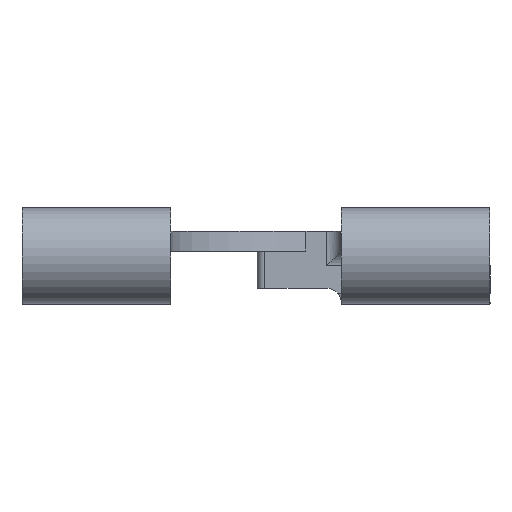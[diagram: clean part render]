
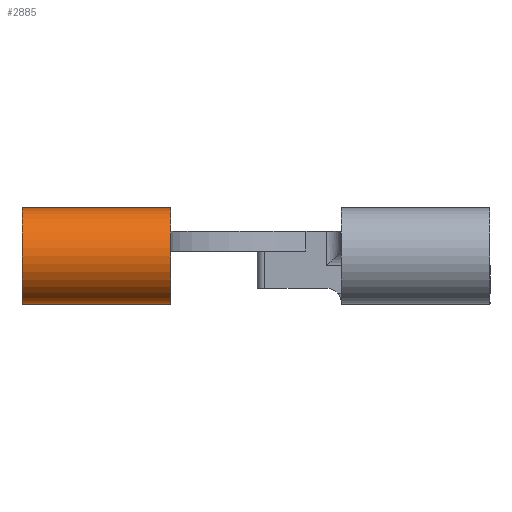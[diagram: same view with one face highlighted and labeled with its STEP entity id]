
A CAD part, left-side view. The second image highlights one B-rep face of the part: STEP entity #2885.
In plain terms, the highlighted cylindrical face has radius 9.7 mm (diameter 19.4 mm), a partial arc.
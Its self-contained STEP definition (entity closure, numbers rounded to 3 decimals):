
#343 = AXIS2_PLACEMENT_3D ( 'NONE', #3204, #3318, #3421 ) ;
#706 = CIRCLE ( 'NONE', #5593, 9.7 ) ;
#832 = VERTEX_POINT ( 'NONE', #5857 ) ;
#1253 = CARTESIAN_POINT ( 'NONE',  ( -134., 7.25, -0.997 ) ) ;
#1277 = EDGE_LOOP ( 'NONE', ( #1365, #5359, #4938, #6949 ) ) ;
#1335 = DIRECTION ( 'NONE',  ( 0., -1., 0. ) ) ;
#1365 = ORIENTED_EDGE ( 'NONE', *, *, #3581, .F. ) ;
#1722 = CARTESIAN_POINT ( 'NONE',  ( -134., 7.25, 8.703 ) ) ;
#1857 = VECTOR ( 'NONE', #3898, 1000. ) ;
#2265 = AXIS2_PLACEMENT_3D ( 'NONE', #1253, #6052, #4949 ) ;
#2592 = EDGE_CURVE ( 'NONE', #4996, #3170, #6584, .T. ) ;
#2885 = ADVANCED_FACE ( 'NONE', ( #3739 ), #5906, .T. ) ;
#2908 = VERTEX_POINT ( 'NONE', #6575 ) ;
#3027 = EDGE_CURVE ( 'NONE', #4996, #2908, #5102, .T. ) ;
#3170 = VERTEX_POINT ( 'NONE', #5164 ) ;
#3204 = CARTESIAN_POINT ( 'NONE',  ( -134., 7.25, -0.997 ) ) ;
#3318 = DIRECTION ( 'NONE',  ( 0., 1., 0. ) ) ;
#3421 = DIRECTION ( 'NONE',  ( 0., 0., 1. ) ) ;
#3581 = EDGE_CURVE ( 'NONE', #2908, #832, #4892, .T. ) ;
#3736 = CARTESIAN_POINT ( 'NONE',  ( -134., 7.25, 8.703 ) ) ;
#3739 = FACE_OUTER_BOUND ( 'NONE', #1277, .T. ) ;
#3898 = DIRECTION ( 'NONE',  ( 0., 1., 0. ) ) ;
#4338 = DIRECTION ( 'NONE',  ( 0., 1., 0. ) ) ;
#4892 = LINE ( 'NONE', #6032, #6882 ) ;
#4938 = ORIENTED_EDGE ( 'NONE', *, *, #2592, .T. ) ;
#4949 = DIRECTION ( 'NONE',  ( 0., 0., -1. ) ) ;
#4996 = VERTEX_POINT ( 'NONE', #3736 ) ;
#5102 = CIRCLE ( 'NONE', #2265, 9.7 ) ;
#5164 = CARTESIAN_POINT ( 'NONE',  ( -134., 37.25, 8.703 ) ) ;
#5359 = ORIENTED_EDGE ( 'NONE', *, *, #3027, .F. ) ;
#5593 = AXIS2_PLACEMENT_3D ( 'NONE', #6586, #1335, #6244 ) ;
#5857 = CARTESIAN_POINT ( 'NONE',  ( -134., 37.25, -10.697 ) ) ;
#5906 = CYLINDRICAL_SURFACE ( 'NONE', #343, 9.7 ) ;
#6032 = CARTESIAN_POINT ( 'NONE',  ( -134., 7.25, -10.697 ) ) ;
#6052 = DIRECTION ( 'NONE',  ( 0., -1., 0. ) ) ;
#6244 = DIRECTION ( 'NONE',  ( 0., 0., -1. ) ) ;
#6575 = CARTESIAN_POINT ( 'NONE',  ( -134., 7.25, -10.697 ) ) ;
#6584 = LINE ( 'NONE', #1722, #1857 ) ;
#6586 = CARTESIAN_POINT ( 'NONE',  ( -134., 37.25, -0.997 ) ) ;
#6882 = VECTOR ( 'NONE', #4338, 1000. ) ;
#6894 = EDGE_CURVE ( 'NONE', #3170, #832, #706, .T. ) ;
#6949 = ORIENTED_EDGE ( 'NONE', *, *, #6894, .T. ) ;
